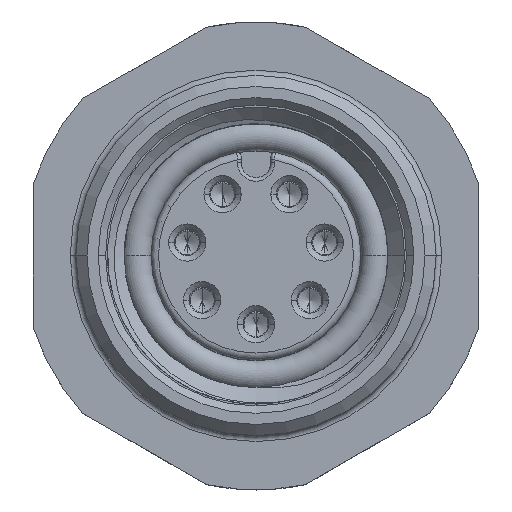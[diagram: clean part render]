
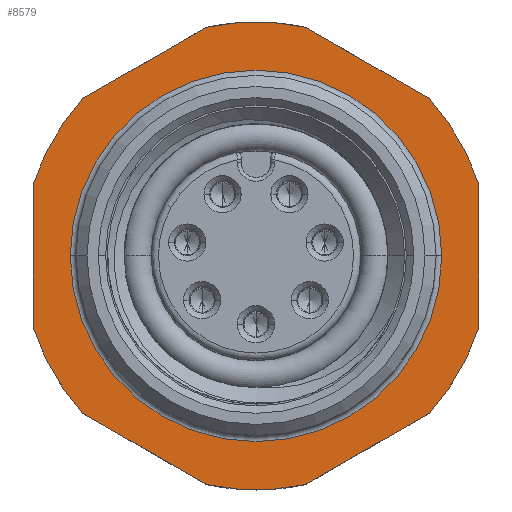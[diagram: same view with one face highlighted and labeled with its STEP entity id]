
A CAD part, top view. The second image highlights one B-rep face of the part: STEP entity #8579.
In plain terms, the highlighted planar face has unit normal (0, 0, 1).
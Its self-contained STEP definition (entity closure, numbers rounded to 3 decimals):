
#4676=CARTESIAN_POINT('',(0.,0.,-0.3));
#4677=DIRECTION('',(0.,0.,1.));
#4678=DIRECTION('',(0.212,0.977,0.));
#4679=AXIS2_PLACEMENT_3D('',#4676,#4677,#4678);
#4681=DIRECTION('',(-0.866,0.5,0.));
#4682=VECTOR('',#4681,3.842);
#4683=CARTESIAN_POINT('',(4.664,4.236,-0.3));
#4684=LINE('',#4683,#4682);
#4685=CARTESIAN_POINT('',(0.,0.,-0.3));
#4686=DIRECTION('',(0.,0.,1.));
#4687=DIRECTION('',(0.952,0.305,0.));
#4688=AXIS2_PLACEMENT_3D('',#4685,#4686,#4687);
#4690=DIRECTION('',(0.,1.,0.));
#4691=VECTOR('',#4690,3.842);
#4692=CARTESIAN_POINT('',(6.,-1.921,-0.3));
#4693=LINE('',#4692,#4691);
#4694=CARTESIAN_POINT('',(0.,0.,-0.3));
#4695=DIRECTION('',(0.,0.,1.));
#4696=DIRECTION('',(0.74,-0.672,0.));
#4697=AXIS2_PLACEMENT_3D('',#4694,#4695,#4696);
#4699=DIRECTION('',(0.866,0.5,0.));
#4700=VECTOR('',#4699,3.842);
#4701=CARTESIAN_POINT('',(1.336,-6.157,-0.3));
#4702=LINE('',#4701,#4700);
#4703=CARTESIAN_POINT('',(0.,0.,-0.3));
#4704=DIRECTION('',(0.,0.,1.));
#4705=DIRECTION('',(-0.212,-0.977,0.));
#4706=AXIS2_PLACEMENT_3D('',#4703,#4704,#4705);
#4708=DIRECTION('',(0.866,-0.5,0.));
#4709=VECTOR('',#4708,3.842);
#4710=CARTESIAN_POINT('',(-4.664,-4.236,-0.3));
#4711=LINE('',#4710,#4709);
#4712=CARTESIAN_POINT('',(0.,0.,-0.3));
#4713=DIRECTION('',(0.,0.,1.));
#4714=DIRECTION('',(-0.952,-0.305,0.));
#4715=AXIS2_PLACEMENT_3D('',#4712,#4713,#4714);
#4717=DIRECTION('',(0.,-1.,0.));
#4718=VECTOR('',#4717,3.842);
#4719=CARTESIAN_POINT('',(-6.,1.921,-0.3));
#4720=LINE('',#4719,#4718);
#4721=CARTESIAN_POINT('',(0.,0.,-0.3));
#4722=DIRECTION('',(0.,0.,1.));
#4723=DIRECTION('',(-0.74,0.672,0.));
#4724=AXIS2_PLACEMENT_3D('',#4721,#4722,#4723);
#4726=DIRECTION('',(-0.866,-0.5,0.));
#4727=VECTOR('',#4726,3.842);
#4728=CARTESIAN_POINT('',(-1.336,6.157,-0.3));
#4729=LINE('',#4728,#4727);
#4730=CARTESIAN_POINT('',(0.,0.,-0.3));
#4731=DIRECTION('',(0.,0.,-1.));
#4732=DIRECTION('',(1.,0.,0.));
#4733=AXIS2_PLACEMENT_3D('',#4730,#4731,#4732);
#4735=CARTESIAN_POINT('',(0.,0.,-0.3));
#4736=DIRECTION('',(0.,0.,-1.));
#4737=DIRECTION('',(-1.,0.,0.));
#4738=AXIS2_PLACEMENT_3D('',#4735,#4736,#4737);
#8035=CARTESIAN_POINT('',(1.336,6.157,-0.3));
#8036=CARTESIAN_POINT('',(-1.336,6.157,-0.3));
#8037=VERTEX_POINT('',#8035);
#8038=VERTEX_POINT('',#8036);
#8039=CARTESIAN_POINT('',(-4.664,4.236,-0.3));
#8040=VERTEX_POINT('',#8039);
#8041=CARTESIAN_POINT('',(-6.,1.921,-0.3));
#8042=VERTEX_POINT('',#8041);
#8043=CARTESIAN_POINT('',(-6.,-1.921,-0.3));
#8044=VERTEX_POINT('',#8043);
#8045=CARTESIAN_POINT('',(-4.664,-4.236,-0.3));
#8046=VERTEX_POINT('',#8045);
#8047=CARTESIAN_POINT('',(-1.336,-6.157,-0.3));
#8048=VERTEX_POINT('',#8047);
#8049=CARTESIAN_POINT('',(1.336,-6.157,-0.3));
#8050=VERTEX_POINT('',#8049);
#8051=CARTESIAN_POINT('',(4.664,-4.236,-0.3));
#8052=VERTEX_POINT('',#8051);
#8053=CARTESIAN_POINT('',(6.,-1.921,-0.3));
#8054=VERTEX_POINT('',#8053);
#8055=CARTESIAN_POINT('',(6.,1.921,-0.3));
#8056=VERTEX_POINT('',#8055);
#8057=CARTESIAN_POINT('',(4.664,4.236,-0.3));
#8058=VERTEX_POINT('',#8057);
#8131=CARTESIAN_POINT('',(5.,0.,-0.3));
#8132=CARTESIAN_POINT('',(-5.,0.,-0.3));
#8133=VERTEX_POINT('',#8131);
#8134=VERTEX_POINT('',#8132);
#8554=CARTESIAN_POINT('',(0.,0.,-0.3));
#8555=DIRECTION('',(0.,0.,1.));
#8556=DIRECTION('',(1.,0.,0.));
#8557=AXIS2_PLACEMENT_3D('',#8554,#8555,#8556);
#8558=PLANE('',#8557);
#8559=ORIENTED_EDGE('',*,*,#8392,.F.);
#8560=ORIENTED_EDGE('',*,*,#8408,.F.);
#8561=ORIENTED_EDGE('',*,*,#8422,.F.);
#8562=ORIENTED_EDGE('',*,*,#8436,.F.);
#8563=ORIENTED_EDGE('',*,*,#8450,.F.);
#8564=ORIENTED_EDGE('',*,*,#8464,.F.);
#8565=ORIENTED_EDGE('',*,*,#8479,.F.);
#8566=ORIENTED_EDGE('',*,*,#8493,.F.);
#8567=ORIENTED_EDGE('',*,*,#8507,.F.);
#8568=ORIENTED_EDGE('',*,*,#8521,.F.);
#8569=ORIENTED_EDGE('',*,*,#8535,.F.);
#8570=ORIENTED_EDGE('',*,*,#8548,.F.);
#8571=EDGE_LOOP('',(#8559,#8560,#8561,#8562,#8563,#8564,#8565,#8566,#8567,#8568,
#8569,#8570));
#8572=FACE_OUTER_BOUND('',#8571,.F.);
#8574=ORIENTED_EDGE('',*,*,#8573,.F.);
#8576=ORIENTED_EDGE('',*,*,#8575,.F.);
#8577=EDGE_LOOP('',(#8574,#8576));
#8578=FACE_BOUND('',#8577,.F.);
#4680=CIRCLE('',#4679,6.3);
#4689=CIRCLE('',#4688,6.3);
#4698=CIRCLE('',#4697,6.3);
#4707=CIRCLE('',#4706,6.3);
#4716=CIRCLE('',#4715,6.3);
#4725=CIRCLE('',#4724,6.3);
#4734=CIRCLE('',#4733,5.);
#4739=CIRCLE('',#4738,5.);
#8392=EDGE_CURVE('',#8037,#8038,#4680,.T.);
#8408=EDGE_CURVE('',#8058,#8037,#4684,.T.);
#8422=EDGE_CURVE('',#8056,#8058,#4689,.T.);
#8436=EDGE_CURVE('',#8054,#8056,#4693,.T.);
#8450=EDGE_CURVE('',#8052,#8054,#4698,.T.);
#8464=EDGE_CURVE('',#8050,#8052,#4702,.T.);
#8479=EDGE_CURVE('',#8048,#8050,#4707,.T.);
#8493=EDGE_CURVE('',#8046,#8048,#4711,.T.);
#8507=EDGE_CURVE('',#8044,#8046,#4716,.T.);
#8521=EDGE_CURVE('',#8042,#8044,#4720,.T.);
#8535=EDGE_CURVE('',#8040,#8042,#4725,.T.);
#8548=EDGE_CURVE('',#8038,#8040,#4729,.T.);
#8573=EDGE_CURVE('',#8133,#8134,#4734,.T.);
#8575=EDGE_CURVE('',#8134,#8133,#4739,.T.);
#8579=ADVANCED_FACE('',(#8572,#8578),#8558,.T.);
